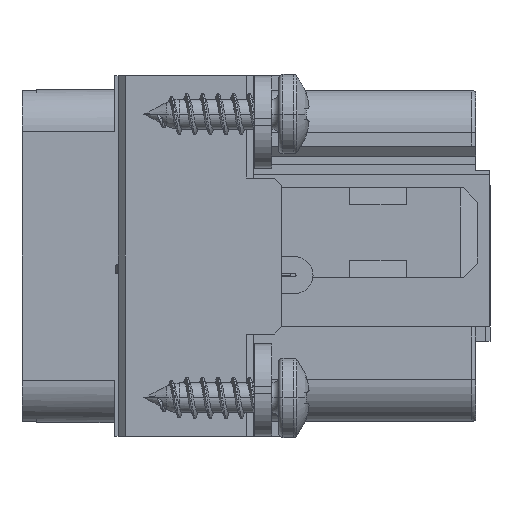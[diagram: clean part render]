
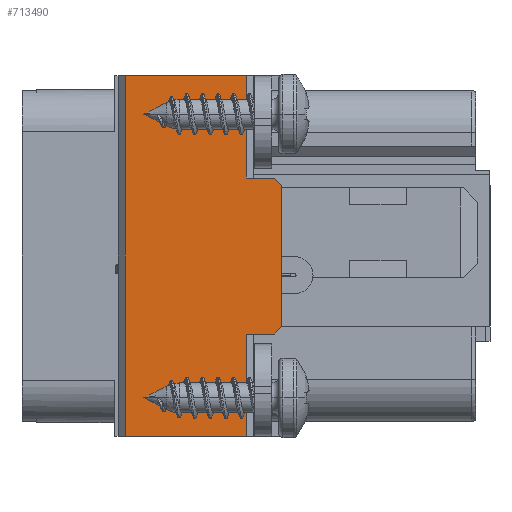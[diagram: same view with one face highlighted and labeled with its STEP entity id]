
A CAD part, left-side view. The second image highlights one B-rep face of the part: STEP entity #713490.
In plain terms, the highlighted face is planar.
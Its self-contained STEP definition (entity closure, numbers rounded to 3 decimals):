
#86840=CARTESIAN_POINT('',(-12.54,21.7,16.2));
#86850=VERTEX_POINT('',#86840);
#86880=CARTESIAN_POINT('',(-12.54,21.7,13.9));
#86890=DIRECTION('',(0.,0.,1.));
#86900=VECTOR('',#86890,1.);
#86910=LINE('',#86880,#86900);
#86920=CARTESIAN_POINT('',(-12.54,21.7,24.725));
#86930=VERTEX_POINT('',#86920);
#86940=EDGE_CURVE('',#86850,#86930,#86910,.T.);
#105940=CARTESIAN_POINT('',(-12.54,-3.7,24.725));
#105950=VERTEX_POINT('',#105940);
#105980=CARTESIAN_POINT('',(-12.54,-3.7,15.188));
#105990=DIRECTION('',(0.,0.,1.));
#106000=VECTOR('',#105990,1.);
#106010=LINE('',#105980,#106000);
#106020=CARTESIAN_POINT('',(-12.54,-3.7,16.2));
#106030=VERTEX_POINT('',#106020);
#106040=EDGE_CURVE('',#106030,#105950,#106010,.T.);
#712620=CARTESIAN_POINT('',(-12.54,9.,16.2));
#712630=DIRECTION('',(0.,1.,0.));
#712640=VECTOR('',#712630,1.);
#712650=LINE('',#712620,#712640);
#712660=CARTESIAN_POINT('',(-12.54,3.5,16.2));
#712670=VERTEX_POINT('',#712660);
#712680=EDGE_CURVE('',#106030,#712670,#712650,.T.);
#712870=CARTESIAN_POINT('',(-12.54,-3.7,15.7));
#712880=DIRECTION('',(1.,0.,0.));
#712890=DIRECTION('',(0.,1.,0.));
#712900=AXIS2_PLACEMENT_3D('',#712870,#712880,#712890);
#712910=PLANE('',#712900);
#712920=CARTESIAN_POINT('',(-12.54,3.5,15.7));
#712930=DIRECTION('',(0.,0.,-1.));
#712940=VECTOR('',#712930,1.);
#712950=LINE('',#712920,#712940);
#712960=CARTESIAN_POINT('',(-12.54,3.5,14.2));
#712970=VERTEX_POINT('',#712960);
#712980=EDGE_CURVE('',#712670,#712970,#712950,.T.);
#712990=ORIENTED_EDGE('',*,*,#712980,.T.);
#713000=ORIENTED_EDGE('',*,*,#712680,.T.);
#713010=ORIENTED_EDGE('',*,*,#106040,.F.);
#713020=CARTESIAN_POINT('',(-12.54,9.,24.725));
#713030=DIRECTION('',(0.,1.,0.));
#713040=VECTOR('',#713030,1.);
#713050=LINE('',#713020,#713040);
#713060=EDGE_CURVE('',#105950,#86930,#713050,.T.);
#713070=ORIENTED_EDGE('',*,*,#713060,.F.);
#713080=ORIENTED_EDGE('',*,*,#86940,.T.);
#713090=CARTESIAN_POINT('',(-12.54,9.,16.2));
#713100=DIRECTION('',(0.,-1.,0.));
#713110=VECTOR('',#713100,1.);
#713120=LINE('',#713090,#713110);
#713130=CARTESIAN_POINT('',(-12.54,14.5,16.2));
#713140=VERTEX_POINT('',#713130);
#713150=EDGE_CURVE('',#86850,#713140,#713120,.T.);
#713160=ORIENTED_EDGE('',*,*,#713150,.F.);
#713170=CARTESIAN_POINT('',(-12.54,14.5,15.7));
#713180=DIRECTION('',(0.,0.,1.));
#713190=VECTOR('',#713180,1.);
#713200=LINE('',#713170,#713190);
#713210=CARTESIAN_POINT('',(-12.54,14.5,14.2));
#713220=VERTEX_POINT('',#713210);
#713230=EDGE_CURVE('',#713220,#713140,#713200,.T.);
#713240=ORIENTED_EDGE('',*,*,#713230,.T.);
#713250=CARTESIAN_POINT('',(-12.54,16.,15.7));
#713260=DIRECTION('',(0.,-0.707,
-0.707));
#713270=VECTOR('',#713260,1.);
#713280=LINE('',#713250,#713270);
#713290=CARTESIAN_POINT('',(-12.54,14.,13.7));
#713300=VERTEX_POINT('',#713290);
#713310=EDGE_CURVE('',#713220,#713300,#713280,.T.);
#713320=ORIENTED_EDGE('',*,*,#713310,.F.);
#713330=CARTESIAN_POINT('',(-12.54,9.,13.7));
#713340=DIRECTION('',(0.,1.,0.));
#713350=VECTOR('',#713340,1.);
#713360=LINE('',#713330,#713350);
#713370=CARTESIAN_POINT('',(-12.54,4.,13.7));
#713380=VERTEX_POINT('',#713370);
#713390=EDGE_CURVE('',#713380,#713300,#713360,.T.);
#713400=ORIENTED_EDGE('',*,*,#713390,.T.);
#713410=CARTESIAN_POINT('',(-12.54,9.,8.7));
#713420=DIRECTION('',(0.,-0.707,
0.707));
#713430=VECTOR('',#713420,1.);
#713440=LINE('',#713410,#713430);
#713450=EDGE_CURVE('',#713380,#712970,#713440,.T.);
#713460=ORIENTED_EDGE('',*,*,#713450,.F.);
#713470=EDGE_LOOP('',(#713460,#713400,#713320,#713240,#713160,#713080,
#713070,#713010,#713000,#712990));
#713480=FACE_OUTER_BOUND('',#713470,.T.);
#713490=ADVANCED_FACE('',(#713480),#712910,.T.);
